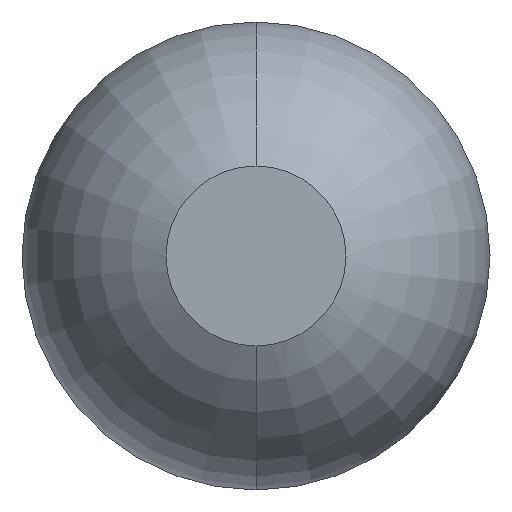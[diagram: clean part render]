
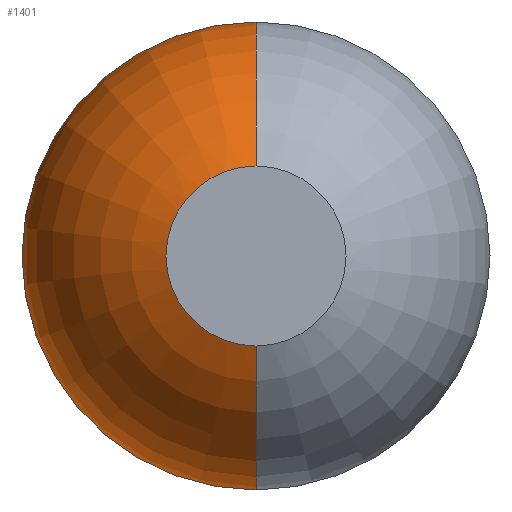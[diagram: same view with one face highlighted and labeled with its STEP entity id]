
A CAD part, front view. The second image highlights one B-rep face of the part: STEP entity #1401.
In plain terms, the highlighted toroidal (fillet/blend) face has major radius 0.01 mm and minor radius 0.4 mm.
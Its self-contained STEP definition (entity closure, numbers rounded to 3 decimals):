
#245 = EDGE_CURVE ( 'NONE', #3267, #1376, #3639, .T. ) ;
#276 = CIRCLE ( 'NONE', #1229, 0.39 ) ;
#295 = EDGE_LOOP ( 'NONE', ( #2658, #4262, #4493, #2484 ) ) ;
#622 = CARTESIAN_POINT ( 'NONE',  ( 0., -27.7, 0. ) ) ;
#902 = DIRECTION ( 'NONE',  ( 0., 0., 1. ) ) ;
#969 = DIRECTION ( 'NONE',  ( 0., 1., 0. ) ) ;
#1036 = AXIS2_PLACEMENT_3D ( 'NONE', #622, #969, #3442 ) ;
#1171 = CIRCLE ( 'NONE', #1036, 0.15 ) ;
#1188 = AXIS2_PLACEMENT_3D ( 'NONE', #1956, #2990, #902 ) ;
#1196 = CARTESIAN_POINT ( 'NONE',  ( 0., -27.333, 0.39 ) ) ;
#1229 = AXIS2_PLACEMENT_3D ( 'NONE', #4555, #1290, #4222 ) ;
#1290 = DIRECTION ( 'NONE',  ( 0., 1., 0. ) ) ;
#1376 = VERTEX_POINT ( 'NONE', #1196 ) ;
#1401 = ADVANCED_FACE ( 'Defeature ausgef�hrt2_6', ( #2500 ), #4498, .T. ) ;
#1491 = CIRCLE ( 'NONE', #4025, 0.4 ) ;
#1533 = CARTESIAN_POINT ( 'NONE',  ( 0., -27.7, -0.15 ) ) ;
#1577 = CARTESIAN_POINT ( 'NONE',  ( 0., -27.333, 0.01 ) ) ;
#1627 = EDGE_CURVE ( 'Defeature ausgef�hrt2_6+Defeature ausgef�hrt2_5+Defeature ausgef�hrt2_5+Defeature ausgef�hrt2_5', #3689, #3267, #1171, .T. ) ;
#1956 = CARTESIAN_POINT ( 'NONE',  ( 0., -27.333, 0. ) ) ;
#2223 = CARTESIAN_POINT ( 'NONE',  ( 0., -27.333, -0.01 ) ) ;
#2484 = ORIENTED_EDGE ( 'NONE', *, *, #3953, .F. ) ;
#2500 = FACE_OUTER_BOUND ( 'NONE', #295, .T. ) ;
#2511 = CARTESIAN_POINT ( 'NONE',  ( 0., -27.333, -0.39 ) ) ;
#2584 = DIRECTION ( 'NONE',  ( -1., 0., 0. ) ) ;
#2596 = DIRECTION ( 'NONE',  ( 0., 0., 1. ) ) ;
#2658 = ORIENTED_EDGE ( 'NONE', *, *, #3897, .F. ) ;
#2680 = DIRECTION ( 'NONE',  ( 1., 0., 0. ) ) ;
#2990 = DIRECTION ( 'NONE',  ( 0., 1., 0. ) ) ;
#3267 = VERTEX_POINT ( 'NONE', #3936 ) ;
#3442 = DIRECTION ( 'NONE',  ( 0., 0., 1. ) ) ;
#3639 = CIRCLE ( 'NONE', #3748, 0.4 ) ;
#3689 = VERTEX_POINT ( 'NONE', #1533 ) ;
#3748 = AXIS2_PLACEMENT_3D ( 'NONE', #2223, #2584, #2596 ) ;
#3897 = EDGE_CURVE ( 'NONE', #3689, #4074, #1491, .T. ) ;
#3936 = CARTESIAN_POINT ( 'NONE',  ( 0., -27.7, 0.15 ) ) ;
#3953 = EDGE_CURVE ( 'Defeature ausgef�hrt2_7+Defeature ausgef�hrt2_6+Defeature ausgef�hrt2_6+Defeature ausgef�hrt2_6', #4074, #1376, #276, .T. ) ;
#4025 = AXIS2_PLACEMENT_3D ( 'NONE', #1577, #2680, #4507 ) ;
#4074 = VERTEX_POINT ( 'NONE', #2511 ) ;
#4222 = DIRECTION ( 'NONE',  ( 0., 0., 1. ) ) ;
#4262 = ORIENTED_EDGE ( 'NONE', *, *, #1627, .T. ) ;
#4493 = ORIENTED_EDGE ( 'NONE', *, *, #245, .T. ) ;
#4498 = TOROIDAL_SURFACE ( 'NONE', #1188, -0.01, 0.4 ) ;
#4507 = DIRECTION ( 'NONE',  ( 0., 0., -1. ) ) ;
#4555 = CARTESIAN_POINT ( 'NONE',  ( 0., -27.333, 0. ) ) ;
